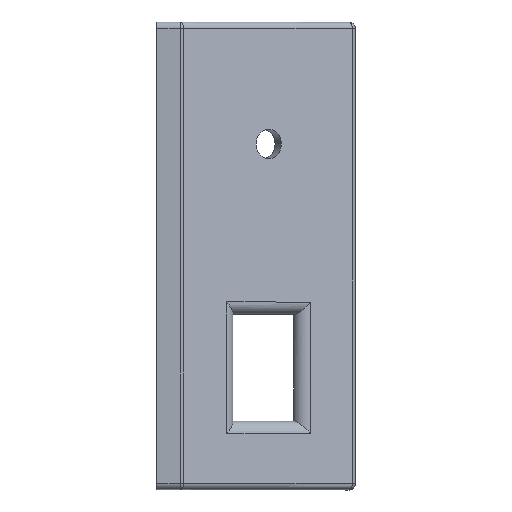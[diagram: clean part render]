
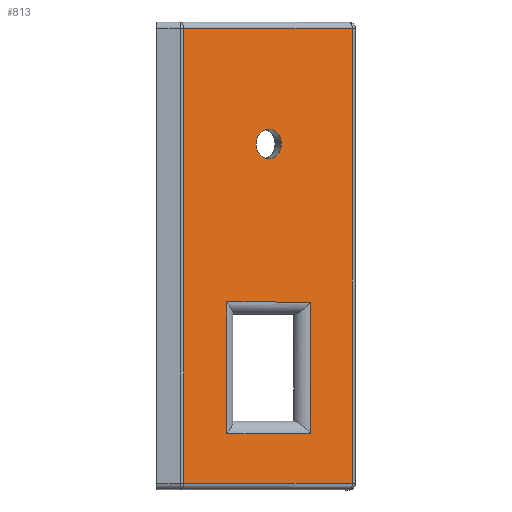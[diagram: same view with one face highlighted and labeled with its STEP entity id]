
A CAD part, top view. The second image highlights one B-rep face of the part: STEP entity #813.
In plain terms, the highlighted planar face has unit normal (0.5, 0, 0.866).
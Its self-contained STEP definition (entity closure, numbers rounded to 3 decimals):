
#27=FACE_BOUND('',#294,.T.);
#28=FACE_BOUND('',#295,.T.);
#47=PLANE('',#886);
#69=LINE('',#1246,#134);
#71=LINE('',#1256,#136);
#76=LINE('',#1273,#141);
#78=LINE('',#1276,#143);
#95=LINE('',#1315,#160);
#96=LINE('',#1317,#161);
#97=LINE('',#1319,#162);
#98=LINE('',#1320,#163);
#134=VECTOR('',#981,10.);
#136=VECTOR('',#993,10.);
#141=VECTOR('',#1012,10.);
#143=VECTOR('',#1016,10.);
#160=VECTOR('',#1051,10.);
#161=VECTOR('',#1052,10.);
#162=VECTOR('',#1053,10.);
#163=VECTOR('',#1054,10.);
#238=FACE_OUTER_BOUND('',#293,.T.);
#293=EDGE_LOOP('',(#635,#636,#637,#638));
#294=EDGE_LOOP('',(#639,#640,#641,#642));
#295=EDGE_LOOP('',(#643));
#364=CIRCLE('',#887,3.45);
#387=VERTEX_POINT('',#1227);
#393=VERTEX_POINT('',#1242);
#394=VERTEX_POINT('',#1249);
#401=VERTEX_POINT('',#1268);
#413=VERTEX_POINT('',#1313);
#414=VERTEX_POINT('',#1314);
#415=VERTEX_POINT('',#1316);
#416=VERTEX_POINT('',#1318);
#417=VERTEX_POINT('',#1321);
#463=EDGE_CURVE('',#387,#393,#69,.T.);
#468=EDGE_CURVE('',#394,#387,#71,.T.);
#477=EDGE_CURVE('',#393,#401,#76,.T.);
#479=EDGE_CURVE('',#401,#394,#78,.T.);
#498=EDGE_CURVE('',#413,#414,#95,.T.);
#499=EDGE_CURVE('',#415,#413,#96,.T.);
#500=EDGE_CURVE('',#416,#415,#97,.T.);
#501=EDGE_CURVE('',#414,#416,#98,.T.);
#502=EDGE_CURVE('',#417,#417,#364,.T.);
#635=ORIENTED_EDGE('',*,*,#463,.F.);
#636=ORIENTED_EDGE('',*,*,#468,.F.);
#637=ORIENTED_EDGE('',*,*,#479,.F.);
#638=ORIENTED_EDGE('',*,*,#477,.F.);
#639=ORIENTED_EDGE('',*,*,#498,.F.);
#640=ORIENTED_EDGE('',*,*,#499,.F.);
#641=ORIENTED_EDGE('',*,*,#500,.F.);
#642=ORIENTED_EDGE('',*,*,#501,.F.);
#643=ORIENTED_EDGE('',*,*,#502,.T.);
#813=ADVANCED_FACE('',(#238,#27,#28),#47,.T.);
#886=AXIS2_PLACEMENT_3D('',#1312,#1049,#1050);
#887=AXIS2_PLACEMENT_3D('',#1322,#1055,#1056);
#981=DIRECTION('',(-0.866,0.,0.5));
#993=DIRECTION('',(0.,-1.,0.));
#1012=DIRECTION('',(0.,1.,0.));
#1016=DIRECTION('',(0.866,0.,-0.5));
#1049=DIRECTION('center_axis',(0.5,0.,0.866));
#1050=DIRECTION('ref_axis',(0.866,0.,-0.5));
#1051=DIRECTION('',(-0.866,0.,0.5));
#1052=DIRECTION('',(0.,1.,0.));
#1053=DIRECTION('',(0.866,0.,-0.5));
#1054=DIRECTION('',(0.,-1.,0.));
#1055=DIRECTION('center_axis',(-0.5,0.,-0.866));
#1056=DIRECTION('ref_axis',(0.,1.,0.));
#1227=CARTESIAN_POINT('',(54.25,-53.5,36.897));
#1242=CARTESIAN_POINT('',(14.583,-53.5,59.799));
#1246=CARTESIAN_POINT('',(26.902,-53.5,52.687));
#1249=CARTESIAN_POINT('',(54.25,53.5,36.897));
#1256=CARTESIAN_POINT('',(54.25,-3.925,36.897));
#1268=CARTESIAN_POINT('',(14.583,53.5,59.799));
#1273=CARTESIAN_POINT('',(14.583,-55.,59.799));
#1276=CARTESIAN_POINT('',(26.902,53.5,52.687));
#1312=CARTESIAN_POINT('Origin',(14.235,-55.,60.));
#1313=CARTESIAN_POINT('',(44.481,-10.85,42.537));
#1314=CARTESIAN_POINT('',(24.753,-10.85,53.927));
#1315=CARTESIAN_POINT('',(20.75,-10.85,56.239));
#1316=CARTESIAN_POINT('',(44.481,-41.8,42.537));
#1317=CARTESIAN_POINT('',(44.481,-34.375,42.537));
#1318=CARTESIAN_POINT('',(24.753,-41.8,53.927));
#1319=CARTESIAN_POINT('',(28.102,-41.8,51.994));
#1320=CARTESIAN_POINT('',(24.753,-46.95,53.927));
#1321=CARTESIAN_POINT('',(34.617,22.875,48.232));
#1322=CARTESIAN_POINT('Origin',(34.617,26.325,48.232));
